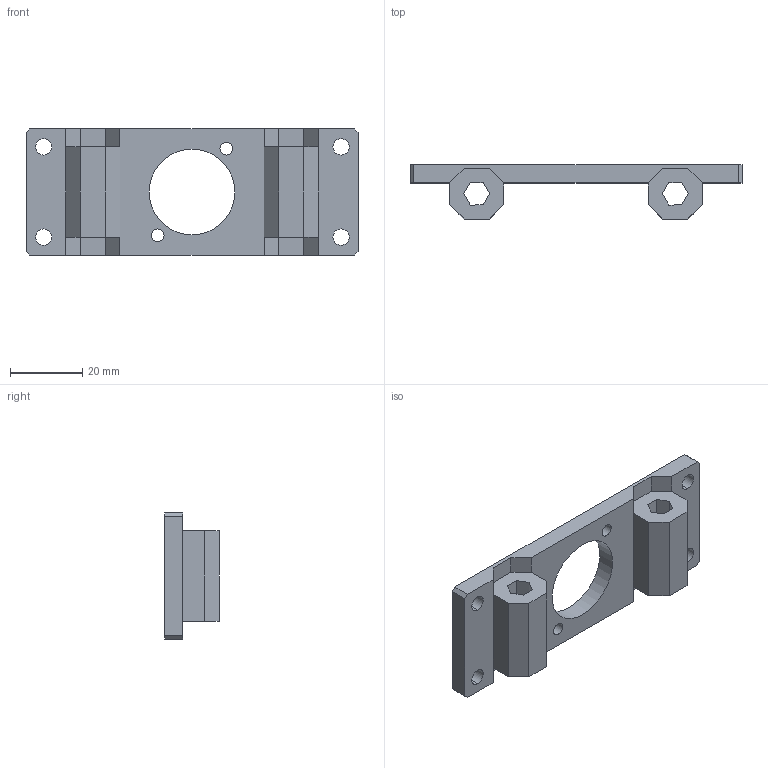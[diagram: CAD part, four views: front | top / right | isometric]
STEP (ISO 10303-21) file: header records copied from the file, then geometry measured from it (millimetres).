
FILE_DESCRIPTION(/* description */ (''),/* implementation_level */ '2;1');
FILE_NAME(/* name */ 'OSM - Back Middle Bracket.step',/* time_stamp */ '2024-06-15T10:38:11-04:00',/* author */ (''),/* organization */ (''),/* preprocessor_version */ 'ST-DEVELOPER v20',/* originating_system */ 'Autodesk Translation Framework v13.14.0.145',/* authorisation */ '');
FILE_SCHEMA (('AUTOMOTIVE_DESIGN { 1 0 10303 214 3 1 1 }'));
Length unit declared in the file: millimetre
Products named in the file (1): Core
Bounding box: 92 x 15 x 35 mm (x, y, z)
Volume: 17606.4 mm3; surface area: 9724.5 mm2
Topology: 1 solids, 1 shells, 61 faces, 169 edges, 110 vertices
Faces by surface type: plane 50, cylinder 11
Full cylindrical faces by diameter (mm): 3.5 x2, 23.7 x1
Entity records: 1979 total; most frequent: CARTESIAN_POINT 341, ORIENTED_EDGE 338, DIRECTION 315, EDGE_CURVE 169, LINE 147, VECTOR 147, VERTEX_POINT 110, AXIS2_PLACEMENT_3D 84
